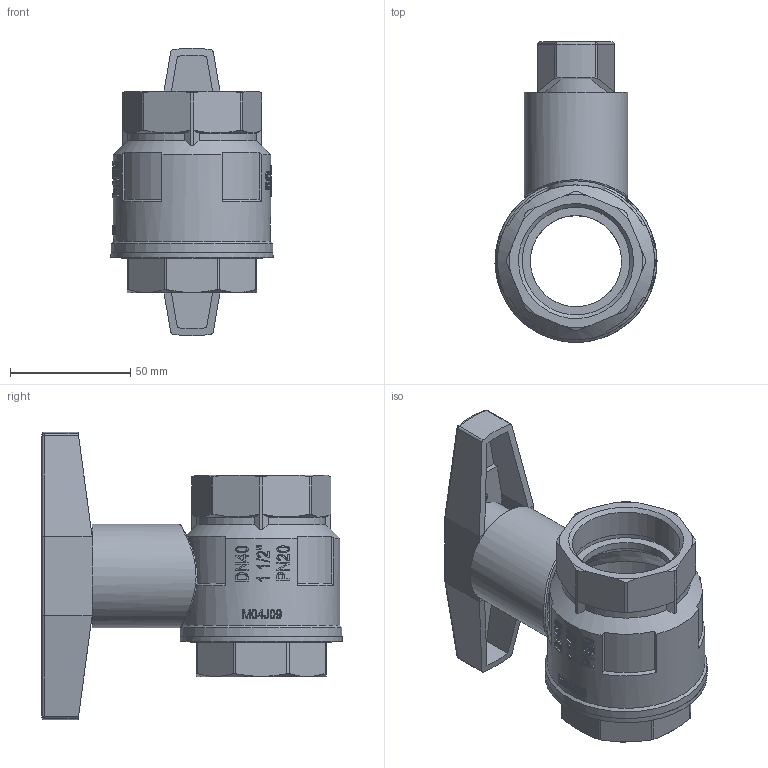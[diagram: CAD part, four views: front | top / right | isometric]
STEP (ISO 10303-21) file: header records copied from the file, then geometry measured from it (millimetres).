
FILE_DESCRIPTION(/* description */ ('Unknown'),/* implementation_level */ '2;1');
FILE_NAME(/* name */ '685-08',/* time_stamp */ '2022-06-15T10:30:05+02:00',/* author */ ('Unknown'),/* organization */ ('Unknown'),/* preprocessor_version */ 'ST-DEVELOPER v16.7',/* originating_system */ 'Solid Edge',/* authorisation */ 'Unknown');
FILE_SCHEMA (('AUTOMOTIVE_DESIGN {1 0 10303 214 3 1 1}'));
Products named in the file (13): 685-08; 600-1_1_2-Kvrper-co_oa_0; 600-1_1_2-Einschraubteil; 600-1_1_2-kvrper; 94000685-08; 01; O-RING; SHOUBING; XINZI; VT0801431006-1; 600.1_1_2-Spindel-co_oa_1; 600-1_1_2-stopfbuchse; 600-1_1_2-Spindel
Assembly tree (12 placements, depth 3):
  685-08
    600-1_1_2-Kvrper-co_oa_0
      600-1_1_2-Einschraubteil
      600-1_1_2-kvrper
    94000685-08
      01
      O-RING
      SHOUBING
      XINZI
      VT0801431006-1
    600.1_1_2-Spindel-co_oa_1
      600-1_1_2-stopfbuchse
      600-1_1_2-Spindel
Bounding box: 67.49 x 125.15 x 119.82 mm (x, y, z)
Volume: 144925.1 mm3; surface area: 84229.6 mm2
Topology: 9 solids, 9 shells, 1344 faces, 3708 edges, 2458 vertices
Faces by surface type: plane 1143, cylinder 146, cone 41, torus 6, sphere 6, bspline 2
Full cylindrical faces by diameter (mm): 3.4 x2, 5.4 x4, 10 x1, 14 x2, 14.1 x1, 14.5 x1, 15 x1, 16 x2, 18 x1, 18.38 x1, 18.398 x1, 20 x1, 21 x1, 24 x1, 26 x1, 32 x1, 35.5 x2, 38 x3, 43 x1, 44.845 x3, 44.865 x1, 48 x2, 59.5 x1, 61 x2, 61.5 x1, 65.5 x1, 67.5 x2
Entity records: 55258 total; most frequent: CARTESIAN_POINT 10992, DIRECTION 8286, ORIENTED_EDGE 7256, EDGE_CURVE 3628, AXIS2_PLACEMENT_3D 3388, VERTEX_POINT 2439, ELLIPSE 1600, LINE 1510
